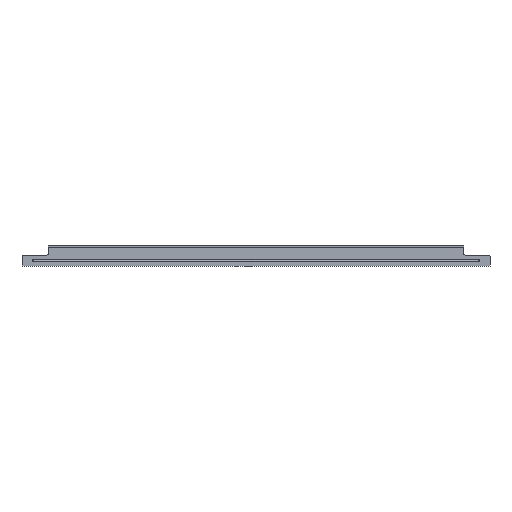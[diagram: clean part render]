
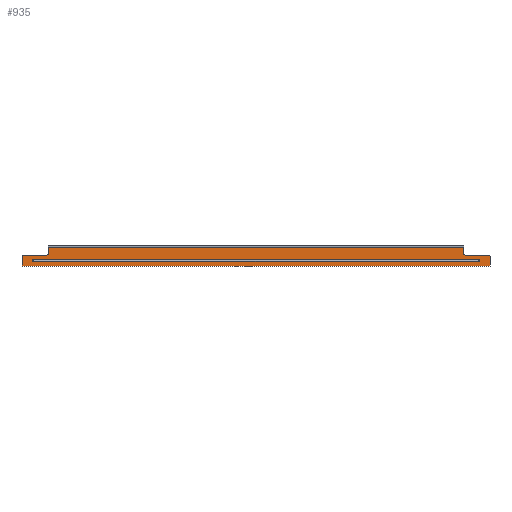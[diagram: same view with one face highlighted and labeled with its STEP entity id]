
A CAD part, front view. The second image highlights one B-rep face of the part: STEP entity #935.
In plain terms, the highlighted planar face has unit normal (0, -1, 0).
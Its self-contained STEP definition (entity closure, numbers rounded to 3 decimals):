
#1 = DIRECTION ( 'NONE',  ( -1., 0., 0. ) ) ;
#25 = CARTESIAN_POINT ( 'NONE',  ( 448., 9.3, -10.25 ) ) ;
#33 = CARTESIAN_POINT ( 'NONE',  ( -428., 9.3, -10.25 ) ) ;
#63 = CARTESIAN_POINT ( 'NONE',  ( 428., 9.3, -10.25 ) ) ;
#95 = VERTEX_POINT ( 'NONE', #1127 ) ;
#101 = DIRECTION ( 'NONE',  ( 0., 0., 1. ) ) ;
#110 = VECTOR ( 'NONE', #1, 1000. ) ;
#127 = DIRECTION ( 'NONE',  ( -1., 0., 0. ) ) ;
#143 = CARTESIAN_POINT ( 'NONE',  ( 446., 9.3, 8.75 ) ) ;
#156 = CARTESIAN_POINT ( 'NONE',  ( -401., 9.3, 10.75 ) ) ;
#169 = VECTOR ( 'NONE', #1293, 1000. ) ;
#191 = CARTESIAN_POINT ( 'NONE',  ( 448., 9.3, 10.75 ) ) ;
#201 = DIRECTION ( 'NONE',  ( 0., 1., 0. ) ) ;
#221 = DIRECTION ( 'NONE',  ( -1., 0., 0. ) ) ;
#252 = VERTEX_POINT ( 'NONE', #1535 ) ;
#282 = ORIENTED_EDGE ( 'NONE', *, *, #1241, .T. ) ;
#290 = CARTESIAN_POINT ( 'NONE',  ( 448., 9.3, 25.45 ) ) ;
#293 = EDGE_LOOP ( 'NONE', ( #755, #1028, #708, #357, #1712, #282, #743, #541, #1812, #928, #1668, #1532 ) ) ;
#311 = VECTOR ( 'NONE', #1761, 1000. ) ;
#319 = CARTESIAN_POINT ( 'NONE',  ( 398., 9.3, 13.75 ) ) ;
#332 = AXIS2_PLACEMENT_3D ( 'NONE', #2035, #1060, #921 ) ;
#357 = ORIENTED_EDGE ( 'NONE', *, *, #1056, .T. ) ;
#373 = LINE ( 'NONE', #63, #995 ) ;
#385 = VERTEX_POINT ( 'NONE', #955 ) ;
#402 = VECTOR ( 'NONE', #101, 1000. ) ;
#416 = VERTEX_POINT ( 'NONE', #1284 ) ;
#423 = VERTEX_POINT ( 'NONE', #1327 ) ;
#463 = AXIS2_PLACEMENT_3D ( 'NONE', #1455, #201, #1307 ) ;
#465 = VERTEX_POINT ( 'NONE', #1788 ) ;
#478 = LINE ( 'NONE', #33, #169 ) ;
#481 = CARTESIAN_POINT ( 'NONE',  ( -398., 9.3, 25.45 ) ) ;
#483 = EDGE_CURVE ( 'NONE', #727, #95, #1465, .T. ) ;
#510 = EDGE_CURVE ( 'NONE', #882, #416, #850, .T. ) ;
#540 = CARTESIAN_POINT ( 'NONE',  ( 448., 9.3, -10.25 ) ) ;
#541 = ORIENTED_EDGE ( 'NONE', *, *, #1177, .T. ) ;
#553 = ORIENTED_EDGE ( 'NONE', *, *, #2018, .T. ) ;
#569 = EDGE_CURVE ( 'NONE', #1215, #385, #1974, .T. ) ;
#595 = LINE ( 'NONE', #1698, #1901 ) ;
#603 = VERTEX_POINT ( 'NONE', #887 ) ;
#620 = VERTEX_POINT ( 'NONE', #865 ) ;
#627 = AXIS2_PLACEMENT_3D ( 'NONE', #143, #1091, #1071 ) ;
#665 = DIRECTION ( 'NONE',  ( 0., 0., 1. ) ) ;
#687 = CARTESIAN_POINT ( 'NONE',  ( 448., 9.3, 10.75 ) ) ;
#688 = CARTESIAN_POINT ( 'NONE',  ( -448., 9.3, -0.7 ) ) ;
#708 = ORIENTED_EDGE ( 'NONE', *, *, #483, .T. ) ;
#713 = DIRECTION ( 'NONE',  ( 0., -1., 0. ) ) ;
#727 = VERTEX_POINT ( 'NONE', #1195 ) ;
#734 = ORIENTED_EDGE ( 'NONE', *, *, #1981, .F. ) ;
#743 = ORIENTED_EDGE ( 'NONE', *, *, #510, .T. ) ;
#755 = ORIENTED_EDGE ( 'NONE', *, *, #1896, .F. ) ;
#763 = DIRECTION ( 'NONE',  ( 0., 0., -1. ) ) ;
#789 = CARTESIAN_POINT ( 'NONE',  ( 448., 9.3, 8.75 ) ) ;
#791 = FACE_BOUND ( 'NONE', #1511, .T. ) ;
#802 = VECTOR ( 'NONE', #1164, 1000. ) ;
#817 = DIRECTION ( 'NONE',  ( 0., 0., -1. ) ) ;
#850 = LINE ( 'NONE', #1330, #1418 ) ;
#853 = DIRECTION ( 'NONE',  ( 0., 0., -1. ) ) ;
#858 = CIRCLE ( 'NONE', #332, 3. ) ;
#859 = ORIENTED_EDGE ( 'NONE', *, *, #1388, .T. ) ;
#865 = CARTESIAN_POINT ( 'NONE',  ( -448., 9.3, -10.25 ) ) ;
#882 = VERTEX_POINT ( 'NONE', #481 ) ;
#886 = VERTEX_POINT ( 'NONE', #156 ) ;
#887 = CARTESIAN_POINT ( 'NONE',  ( -428., 9.3, 0.7 ) ) ;
#898 = EDGE_CURVE ( 'NONE', #1383, #727, #1352, .T. ) ;
#919 = ORIENTED_EDGE ( 'NONE', *, *, #1784, .F. ) ;
#920 = CIRCLE ( 'NONE', #463, 3. ) ;
#921 = DIRECTION ( 'NONE',  ( 0., 0., 1. ) ) ;
#925 = AXIS2_PLACEMENT_3D ( 'NONE', #290, #964, #665 ) ;
#928 = ORIENTED_EDGE ( 'NONE', *, *, #1226, .T. ) ;
#935 = ADVANCED_FACE ( 'NONE', ( #791, #1420 ), #1690, .F. ) ;
#940 = EDGE_CURVE ( 'NONE', #252, #620, #1936, .T. ) ;
#945 = CARTESIAN_POINT ( 'NONE',  ( 428., 9.3, -0.7 ) ) ;
#948 = LINE ( 'NONE', #1235, #1878 ) ;
#955 = CARTESIAN_POINT ( 'NONE',  ( 398., 9.3, 25.45 ) ) ;
#957 = AXIS2_PLACEMENT_3D ( 'NONE', #1566, #713, #1964 ) ;
#964 = DIRECTION ( 'NONE',  ( 0., 1., 0. ) ) ;
#995 = VECTOR ( 'NONE', #1795, 1000. ) ;
#1028 = ORIENTED_EDGE ( 'NONE', *, *, #898, .T. ) ;
#1039 = VERTEX_POINT ( 'NONE', #1904 ) ;
#1054 = EDGE_CURVE ( 'NONE', #886, #465, #1436, .T. ) ;
#1056 = EDGE_CURVE ( 'NONE', #95, #1215, #920, .T. ) ;
#1060 = DIRECTION ( 'NONE',  ( 0., 1., 0. ) ) ;
#1071 = DIRECTION ( 'NONE',  ( 0., 0., 1. ) ) ;
#1091 = DIRECTION ( 'NONE',  ( 0., -1., 0. ) ) ;
#1115 = CIRCLE ( 'NONE', #957, 2. ) ;
#1127 = CARTESIAN_POINT ( 'NONE',  ( 401., 9.3, 10.75 ) ) ;
#1157 = CARTESIAN_POINT ( 'NONE',  ( 398., 9.3, 25.45 ) ) ;
#1164 = DIRECTION ( 'NONE',  ( -1., 0., 0. ) ) ;
#1177 = EDGE_CURVE ( 'NONE', #416, #886, #858, .T. ) ;
#1195 = CARTESIAN_POINT ( 'NONE',  ( 446., 9.3, 10.75 ) ) ;
#1209 = VERTEX_POINT ( 'NONE', #945 ) ;
#1215 = VERTEX_POINT ( 'NONE', #319 ) ;
#1226 = EDGE_CURVE ( 'NONE', #465, #252, #1115, .T. ) ;
#1235 = CARTESIAN_POINT ( 'NONE',  ( 448., 9.3, -0.7 ) ) ;
#1241 = EDGE_CURVE ( 'NONE', #385, #882, #595, .T. ) ;
#1247 = LINE ( 'NONE', #1888, #110 ) ;
#1284 = CARTESIAN_POINT ( 'NONE',  ( -398., 9.3, 13.75 ) ) ;
#1285 = DIRECTION ( 'NONE',  ( -1., 0., 0. ) ) ;
#1293 = DIRECTION ( 'NONE',  ( 0., 0., 1. ) ) ;
#1303 = VERTEX_POINT ( 'NONE', #25 ) ;
#1307 = DIRECTION ( 'NONE',  ( 0., 0., 1. ) ) ;
#1319 = CARTESIAN_POINT ( 'NONE',  ( 448., 9.3, -0.7 ) ) ;
#1327 = CARTESIAN_POINT ( 'NONE',  ( -428., 9.3, -0.7 ) ) ;
#1330 = CARTESIAN_POINT ( 'NONE',  ( -398., 9.3, 25.45 ) ) ;
#1344 = LINE ( 'NONE', #540, #802 ) ;
#1352 = CIRCLE ( 'NONE', #627, 2. ) ;
#1383 = VERTEX_POINT ( 'NONE', #789 ) ;
#1388 = EDGE_CURVE ( 'NONE', #423, #603, #478, .T. ) ;
#1418 = VECTOR ( 'NONE', #853, 1000. ) ;
#1420 = FACE_OUTER_BOUND ( 'NONE', #293, .T. ) ;
#1436 = LINE ( 'NONE', #191, #1541 ) ;
#1444 = VECTOR ( 'NONE', #221, 1000. ) ;
#1455 = CARTESIAN_POINT ( 'NONE',  ( 401., 9.3, 13.75 ) ) ;
#1465 = LINE ( 'NONE', #687, #1444 ) ;
#1511 = EDGE_LOOP ( 'NONE', ( #919, #553, #859, #734 ) ) ;
#1532 = ORIENTED_EDGE ( 'NONE', *, *, #1813, .F. ) ;
#1535 = CARTESIAN_POINT ( 'NONE',  ( -448., 9.3, 8.75 ) ) ;
#1541 = VECTOR ( 'NONE', #1285, 1000. ) ;
#1566 = CARTESIAN_POINT ( 'NONE',  ( -446., 9.3, 8.75 ) ) ;
#1668 = ORIENTED_EDGE ( 'NONE', *, *, #940, .T. ) ;
#1690 = PLANE ( 'NONE',  #925 ) ;
#1698 = CARTESIAN_POINT ( 'NONE',  ( 448., 9.3, 25.45 ) ) ;
#1712 = ORIENTED_EDGE ( 'NONE', *, *, #569, .T. ) ;
#1761 = DIRECTION ( 'NONE',  ( -1., 0., 0. ) ) ;
#1780 = LINE ( 'NONE', #1319, #311 ) ;
#1784 = EDGE_CURVE ( 'NONE', #1209, #1039, #373, .T. ) ;
#1788 = CARTESIAN_POINT ( 'NONE',  ( -446., 9.3, 10.75 ) ) ;
#1795 = DIRECTION ( 'NONE',  ( 0., 0., 1. ) ) ;
#1812 = ORIENTED_EDGE ( 'NONE', *, *, #1054, .T. ) ;
#1813 = EDGE_CURVE ( 'NONE', #1303, #620, #1344, .T. ) ;
#1878 = VECTOR ( 'NONE', #763, 1000. ) ;
#1888 = CARTESIAN_POINT ( 'NONE',  ( 448., 9.3, 0.7 ) ) ;
#1896 = EDGE_CURVE ( 'NONE', #1383, #1303, #948, .T. ) ;
#1899 = VECTOR ( 'NONE', #817, 1000. ) ;
#1901 = VECTOR ( 'NONE', #127, 1000. ) ;
#1904 = CARTESIAN_POINT ( 'NONE',  ( 428., 9.3, 0.7 ) ) ;
#1936 = LINE ( 'NONE', #688, #1899 ) ;
#1964 = DIRECTION ( 'NONE',  ( 0., 0., 1. ) ) ;
#1974 = LINE ( 'NONE', #1157, #402 ) ;
#1981 = EDGE_CURVE ( 'NONE', #1039, #603, #1247, .T. ) ;
#2018 = EDGE_CURVE ( 'NONE', #1209, #423, #1780, .T. ) ;
#2035 = CARTESIAN_POINT ( 'NONE',  ( -401., 9.3, 13.75 ) ) ;
